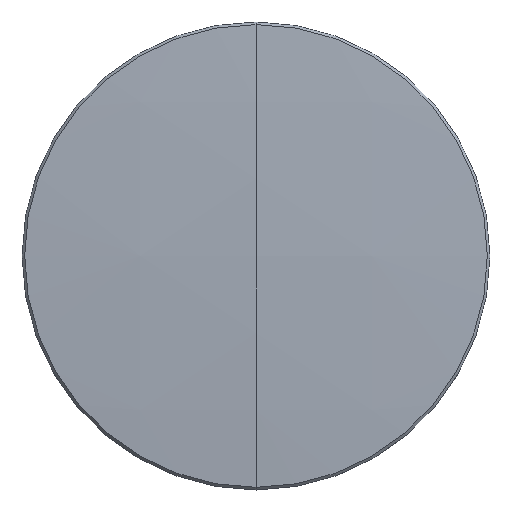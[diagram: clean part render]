
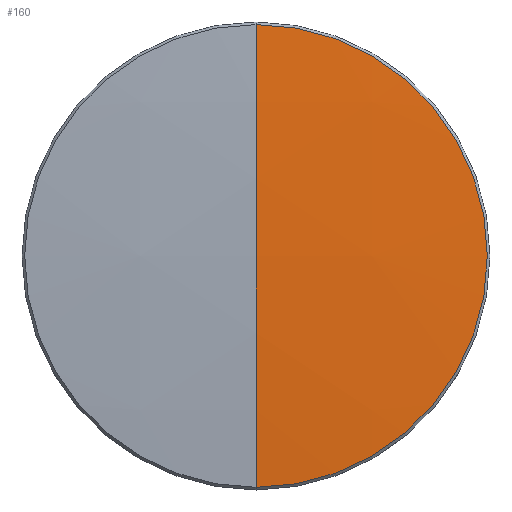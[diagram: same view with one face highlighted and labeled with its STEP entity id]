
A CAD part, top view. The second image highlights one B-rep face of the part: STEP entity #160.
In plain terms, the highlighted spherical face has radius 181.9 mm.
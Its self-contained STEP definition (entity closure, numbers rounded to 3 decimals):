
#3 = CIRCLE ( 'NONE', #214, 12.559 ) ;
#7 = CARTESIAN_POINT ( 'NONE',  ( 0., 12.559, 1.566 ) ) ;
#9 = EDGE_LOOP ( 'NONE', ( #15, #25, #170 ) ) ;
#15 = ORIENTED_EDGE ( 'NONE', *, *, #173, .F. ) ;
#20 = DIRECTION ( 'NONE',  ( -1., 0., 0. ) ) ;
#22 = DIRECTION ( 'NONE',  ( 0., 1., 0. ) ) ;
#25 = ORIENTED_EDGE ( 'NONE', *, *, #132, .T. ) ;
#34 = FACE_OUTER_BOUND ( 'NONE', #9, .T. ) ;
#49 = CIRCLE ( 'NONE', #54, 181.9 ) ;
#54 = AXIS2_PLACEMENT_3D ( 'NONE', #262, #276, #22 ) ;
#58 = DIRECTION ( 'NONE',  ( 0., 0., 1. ) ) ;
#91 = VERTEX_POINT ( 'NONE', #219 ) ;
#108 = DIRECTION ( 'NONE',  ( 0., 1., 0. ) ) ;
#116 = CARTESIAN_POINT ( 'NONE',  ( 0., 0., 2. ) ) ;
#132 = EDGE_CURVE ( 'NONE', #255, #91, #49, .T. ) ;
#140 = DIRECTION ( 'NONE',  ( 0., 1., 0. ) ) ;
#145 = EDGE_CURVE ( 'NONE', #279, #91, #3, .T. ) ;
#159 = DIRECTION ( 'NONE',  ( 1., 0., 0. ) ) ;
#160 = ADVANCED_FACE ( 'NONE', ( #34 ), #167, .T. ) ;
#167 = SPHERICAL_SURFACE ( 'NONE', #180, 181.9 ) ;
#170 = ORIENTED_EDGE ( 'NONE', *, *, #145, .F. ) ;
#173 = EDGE_CURVE ( 'NONE', #255, #279, #270, .T. ) ;
#180 = AXIS2_PLACEMENT_3D ( 'NONE', #293, #159, #140 ) ;
#214 = AXIS2_PLACEMENT_3D ( 'NONE', #295, #298, #108 ) ;
#219 = CARTESIAN_POINT ( 'NONE',  ( 0., -12.559, 1.566 ) ) ;
#238 = AXIS2_PLACEMENT_3D ( 'NONE', #299, #20, #58 ) ;
#255 = VERTEX_POINT ( 'NONE', #116 ) ;
#262 = CARTESIAN_POINT ( 'NONE',  ( 0., 0., -179.9 ) ) ;
#270 = CIRCLE ( 'NONE', #238, 181.9 ) ;
#276 = DIRECTION ( 'NONE',  ( 1., 0., 0. ) ) ;
#279 = VERTEX_POINT ( 'NONE', #7 ) ;
#293 = CARTESIAN_POINT ( 'NONE',  ( 0., 0., -179.9 ) ) ;
#295 = CARTESIAN_POINT ( 'NONE',  ( 0., 0., 1.566 ) ) ;
#298 = DIRECTION ( 'NONE',  ( 0., 0., -1. ) ) ;
#299 = CARTESIAN_POINT ( 'NONE',  ( 0., 0., -179.9 ) ) ;
